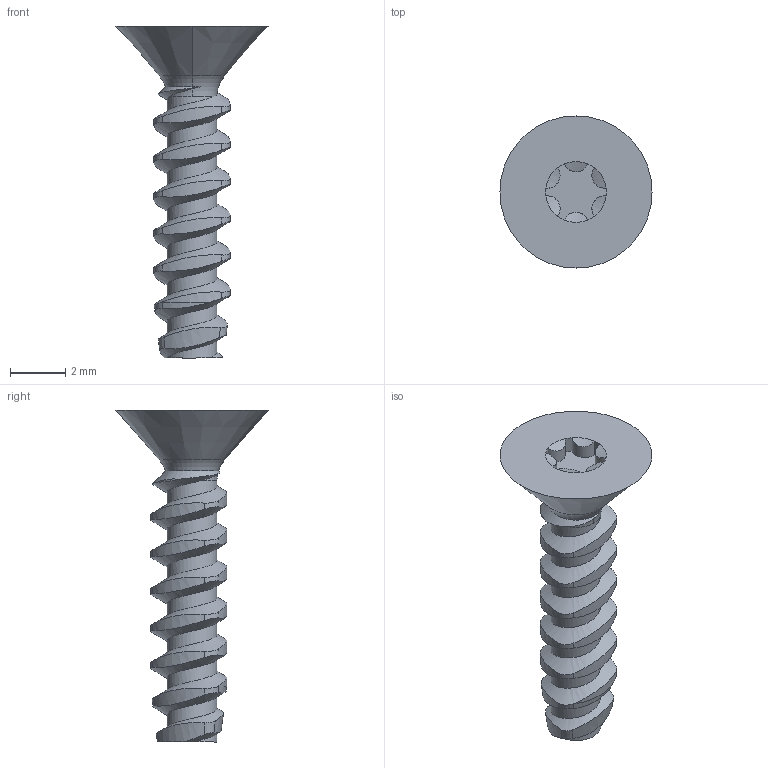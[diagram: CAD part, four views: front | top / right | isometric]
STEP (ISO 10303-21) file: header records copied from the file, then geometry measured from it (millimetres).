
FILE_DESCRIPTION (( 'STEP AP203' ), '1' );
FILE_NAME ('95893A403_Flat Head Thread-Forming Screws for Plastic.STEP', '2022-04-18T18:40:57', ( 'Administrator' ), ( 'Managed by Terraform' ), 'SwSTEP 2.0', 'SolidWorks 2017', '' );
FILE_SCHEMA (( 'CONFIG_CONTROL_DESIGN' ));
Length unit declared in the file: millimetre
Products named in the file (1): 95893A403_Flat Head Thread-Forming Screws for Plastic
Bounding box: 5.5 x 5.5 x 12 mm (x, y, z)
Volume: 60.4 mm3; surface area: 157.5 mm2
Topology: 1 solids, 1 shells, 88 faces, 238 edges, 153 vertices
Faces by surface type: cylinder 56, cone 23, torus 3, bspline 3, plane 3
Entity records: 4381 total; most frequent: CARTESIAN_POINT 2318, ORIENTED_EDGE 476, DIRECTION 329, EDGE_CURVE 238, VERTEX_POINT 153, AXIS2_PLACEMENT_3D 130, B_SPLINE_CURVE_WITH_KNOTS 123, EDGE_LOOP 89
